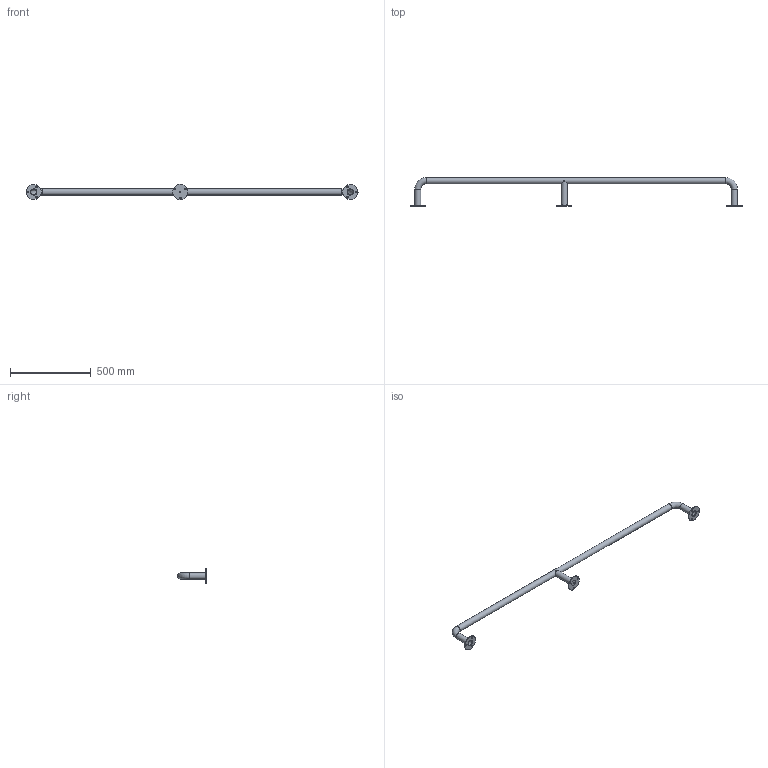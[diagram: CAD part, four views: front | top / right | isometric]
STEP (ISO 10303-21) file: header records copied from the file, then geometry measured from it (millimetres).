
FILE_DESCRIPTION(('STEP AP214'), '1');
FILE_NAME('38', '', ('UNSPECIFIED'), ('UNSPECIFIED'), 'ASCON STEP Converter 1.3', 'ASCON Math Kernel', '');
FILE_SCHEMA(('AUTOMOTIVE_DESIGN { 1 0 10303 214 3 1 1}'));
Length unit declared in the file: millimetre
Assembly tree (8 placements, depth 3):
  (unnamed)
    (unnamed)
    (unnamed)  x2
    (unnamed)
      (unnamed)
      (unnamed)
      (unnamed)
      (unnamed)
Bounding box: 2056.9 x 179.05 x 95 mm (x, y, z)
Volume: 369907.3 mm3; surface area: 602734.6 mm2
Topology: 7 solids, 7 shells, 50 faces, 98 edges, 62 vertices
Faces by surface type: cylinder 27, plane 13, torus 7, cone 3
Full cylindrical faces by diameter (mm): 6 x3, 10 x9, 35 x1, 35.1 x1, 36.1 x3, 38.1 x4, 39.1 x2, 95 x3
Entity records: 2178 total; most frequent: CARTESIAN_POINT 502, DIRECTION 212, AXIS2_PLACEMENT_3D 106, ORIENTED_EDGE 102, EDGE_LOOP 94, FACE_OUTER_BOUND 56, COLOUR_RGB 52, PRESENTATION_STYLE_ASSIGNMENT 52
